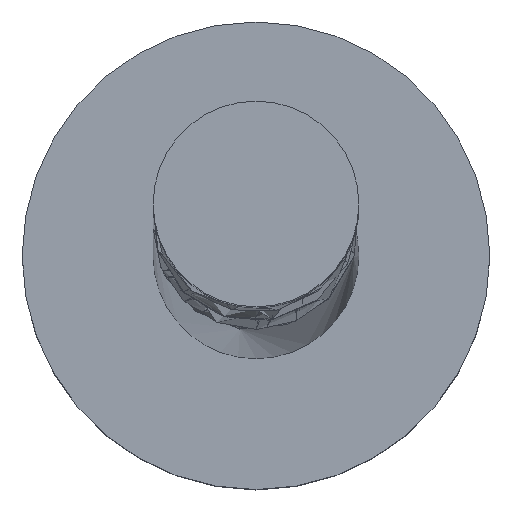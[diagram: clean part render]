
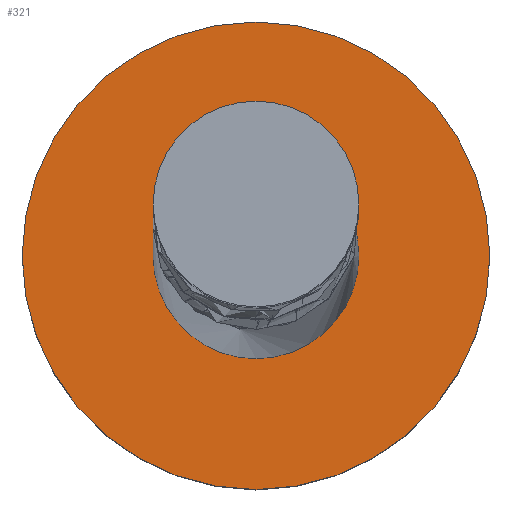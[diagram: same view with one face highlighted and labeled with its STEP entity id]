
A CAD part, top view. The second image highlights one B-rep face of the part: STEP entity #321.
In plain terms, the highlighted planar face has unit normal (0, 0, 1).
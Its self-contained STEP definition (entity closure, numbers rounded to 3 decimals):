
#19 = AXIS2_PLACEMENT_3D ( 'NONE', #841, #133, #1189 ) ;
#91 = CARTESIAN_POINT ( 'NONE',  ( 0., 0., 1.2 ) ) ;
#133 = DIRECTION ( 'NONE',  ( 0., 0., 1. ) ) ;
#154 = DIRECTION ( 'NONE',  ( 1., 0., 0. ) ) ;
#205 = DIRECTION ( 'NONE',  ( 1., 0., 0. ) ) ;
#260 = VERTEX_POINT ( 'NONE', #1190 ) ;
#311 = VERTEX_POINT ( 'NONE', #1115 ) ;
#321 = ADVANCED_FACE ( 'NONE', ( #402, #886 ), #1458, .T. ) ;
#338 = VERTEX_POINT ( 'NONE', #854 ) ;
#402 = FACE_BOUND ( 'NONE', #1338, .T. ) ;
#421 = AXIS2_PLACEMENT_3D ( 'NONE', #1123, #1362, #154 ) ;
#454 = CARTESIAN_POINT ( 'NONE',  ( -1.25, 0., 1.2 ) ) ;
#469 = ORIENTED_EDGE ( 'NONE', *, *, #1470, .F. ) ;
#499 = AXIS2_PLACEMENT_3D ( 'NONE', #91, #800, #205 ) ;
#634 = EDGE_CURVE ( 'NONE', #789, #311, #1416, .T. ) ;
#635 = CIRCLE ( 'NONE', #499, 0.55 ) ;
#723 = EDGE_CURVE ( 'NONE', #311, #789, #1371, .T. ) ;
#789 = VERTEX_POINT ( 'NONE', #454 ) ;
#800 = DIRECTION ( 'NONE',  ( 0., 0., 1. ) ) ;
#802 = CARTESIAN_POINT ( 'NONE',  ( 0., 0., 1.2 ) ) ;
#837 = AXIS2_PLACEMENT_3D ( 'NONE', #1046, #1521, #1315 ) ;
#841 = CARTESIAN_POINT ( 'NONE',  ( 0., 0., 1.2 ) ) ;
#854 = CARTESIAN_POINT ( 'NONE',  ( -0.55, 0., 1.2 ) ) ;
#886 = FACE_OUTER_BOUND ( 'NONE', #1019, .T. ) ;
#909 = CIRCLE ( 'NONE', #837, 0.55 ) ;
#1019 = EDGE_LOOP ( 'NONE', ( #1412, #1388 ) ) ;
#1046 = CARTESIAN_POINT ( 'NONE',  ( 0., 0., 1.2 ) ) ;
#1047 = EDGE_CURVE ( 'NONE', #338, #260, #635, .T. ) ;
#1115 = CARTESIAN_POINT ( 'NONE',  ( 1.25, 0., 1.2 ) ) ;
#1123 = CARTESIAN_POINT ( 'NONE',  ( 0., 0., 1.2 ) ) ;
#1189 = DIRECTION ( 'NONE',  ( 1., 0., 0. ) ) ;
#1190 = CARTESIAN_POINT ( 'NONE',  ( 0.55, 0., 1.2 ) ) ;
#1224 = AXIS2_PLACEMENT_3D ( 'NONE', #802, #1401, #1276 ) ;
#1276 = DIRECTION ( 'NONE',  ( 1., 0., 0. ) ) ;
#1303 = ORIENTED_EDGE ( 'NONE', *, *, #1047, .F. ) ;
#1315 = DIRECTION ( 'NONE',  ( 1., 0., 0. ) ) ;
#1338 = EDGE_LOOP ( 'NONE', ( #1303, #469 ) ) ;
#1362 = DIRECTION ( 'NONE',  ( 0., 0., 1. ) ) ;
#1371 = CIRCLE ( 'NONE', #19, 1.25 ) ;
#1388 = ORIENTED_EDGE ( 'NONE', *, *, #723, .T. ) ;
#1401 = DIRECTION ( 'NONE',  ( 0., 0., 1. ) ) ;
#1412 = ORIENTED_EDGE ( 'NONE', *, *, #634, .T. ) ;
#1416 = CIRCLE ( 'NONE', #1224, 1.25 ) ;
#1458 = PLANE ( 'NONE',  #421 ) ;
#1470 = EDGE_CURVE ( 'NONE', #260, #338, #909, .T. ) ;
#1521 = DIRECTION ( 'NONE',  ( 0., 0., 1. ) ) ;
